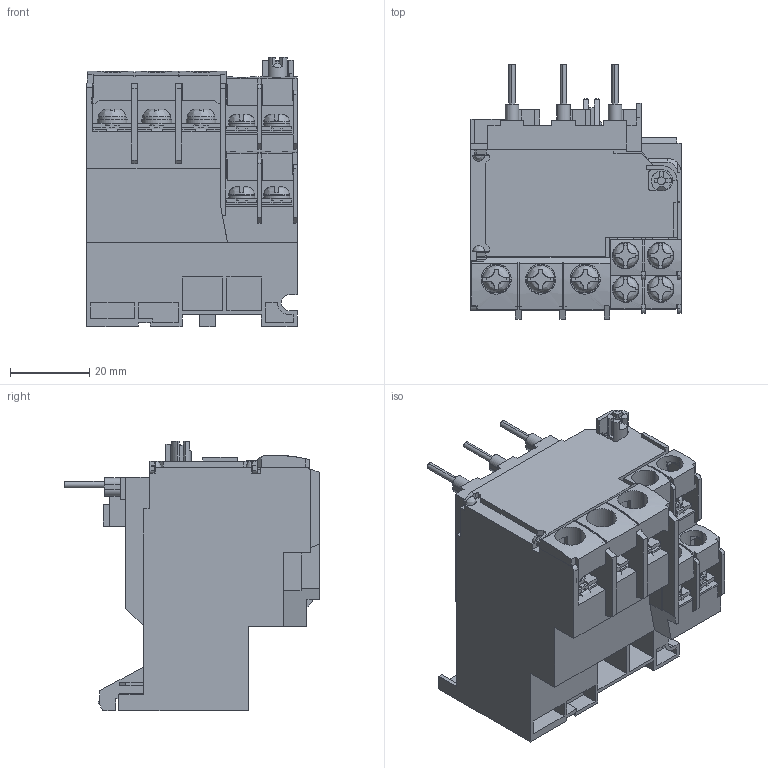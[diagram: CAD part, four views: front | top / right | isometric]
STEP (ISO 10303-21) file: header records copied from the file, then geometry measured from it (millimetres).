
FILE_DESCRIPTION (( 'STEP AP214' ), '1' );
FILE_NAME ('TK26E-1P7.step', '2018-05-21T21:05:18', ( '' ), ( '' ), 'SwSTEP 2.0', 'SolidWorks 2017', '' );
FILE_SCHEMA (( 'AUTOMOTIVE_DESIGN' ));
Length unit declared in the file: inch
Products named in the file (1): TK26E-1P7
Bounding box: 53 x 64.1 x 67.8 mm (x, y, z)
Volume: 99936.7 mm3; surface area: 38808.1 mm2
Topology: 38 solids, 38 shells, 1480 faces, 4118 edges, 2719 vertices
Faces by surface type: plane 1225, cylinder 220, bspline 18, cone 17
Entity records: 67782 total; most frequent: CARTESIAN_POINT 9842, ORIENTED_EDGE 8224, DIRECTION 7516, EDGE_CURVE 4112, LINE 3322, VECTOR 3322, VERTEX_POINT 2719, AXIS2_PLACEMENT_3D 2097
